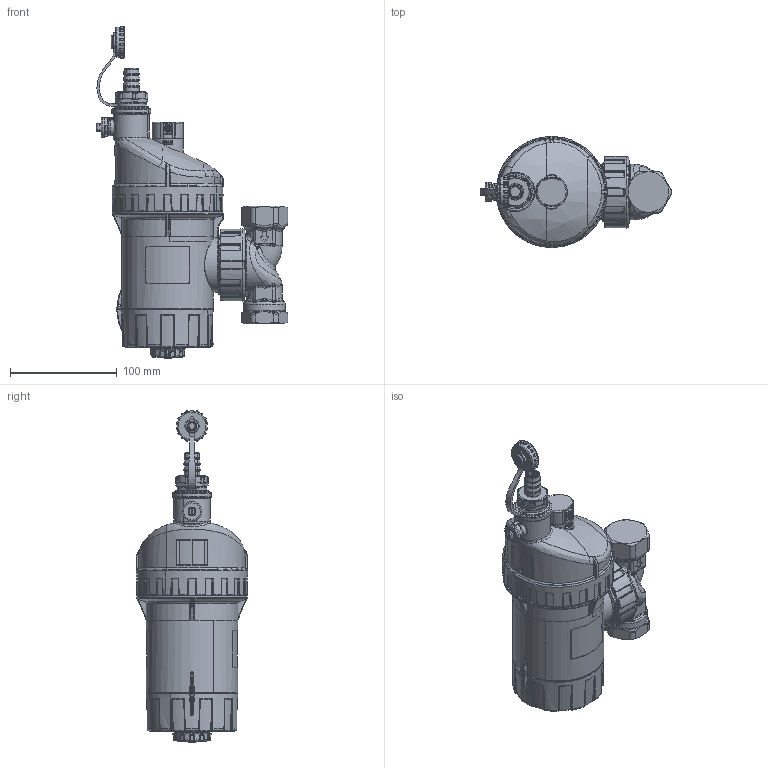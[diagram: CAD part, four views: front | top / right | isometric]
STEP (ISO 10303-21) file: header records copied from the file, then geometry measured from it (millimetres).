
FILE_DESCRIPTION(('CATIA V5 STEP Exchange','CAx-IF Rec.Pracs.--- Model Styling and Organization---1.5--- 2016-08-15','CAx-IF Rec.Pracs.---Supplemental Geometry---1.0---2011-11-01','CAx-IF Rec.Pracs.--- Composite Materials ---3.4---2017-06-13','CAx-IF Rec.Pracs.---Tessellated 3D Geometry---1.0---2015-12-17'),'2;1');
FILE_NAME('STEP_577600_-_TST.stp','2024-03-21T09:06:37+00:00',('none'),('none'),'CATIA Version 5-6 Release 2020 SP5','CATIA V5 STEP AP242 v2','none');
FILE_SCHEMA(('AP242_MANAGED_MODEL_BASED_3D_ENGINEERING_MIM_LF {1 0 10303 442 1 1 4}'));
Products named in the file (1): 577600 - TST
Bounding box: 178.99 x 104.1 x 310.5 mm (x, y, z)
Volume: 1421988.2 mm3; surface area: 126951.7 mm2
Topology: 1 solids, 13 shells, 3691 faces, 8889 edges, 5027 vertices
Faces by surface type: bspline 1623, cylinder 642, torus 520, plane 391, cone 304, sphere 181, revolution 30
Entity records: 192506 total; most frequent: CARTESIAN_POINT 127026, ORIENTED_EDGE 17300, EDGE_CURVE 8650, DIRECTION 6464, B_SPLINE_CURVE_WITH_KNOTS 5215, VERTEX_POINT 5027, AXIS2_PLACEMENT_3D 3790, EDGE_LOOP 3753
